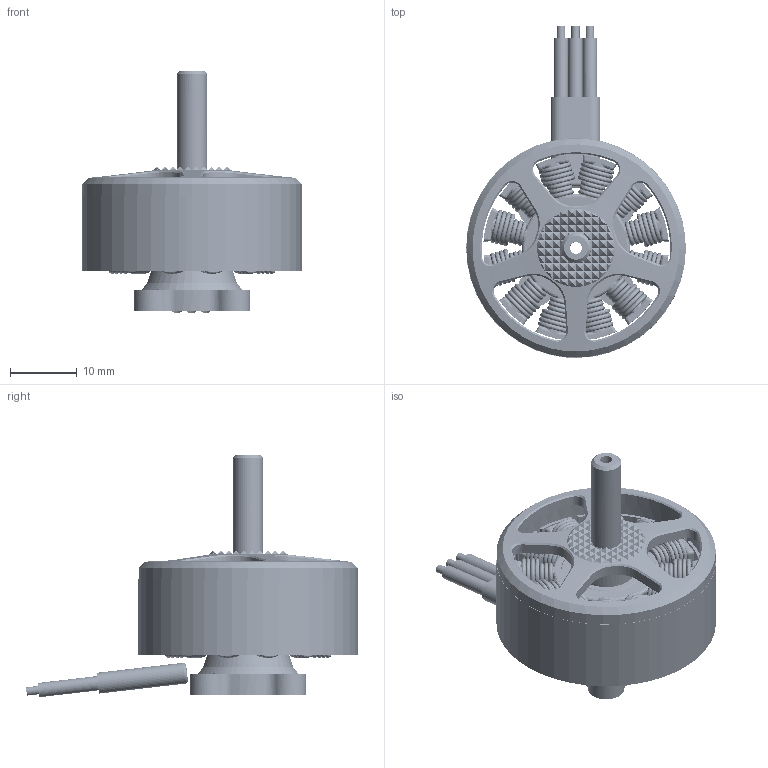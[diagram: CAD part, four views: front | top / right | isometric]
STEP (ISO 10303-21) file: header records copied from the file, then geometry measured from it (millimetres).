
FILE_DESCRIPTION(('FreeCAD Model'),'2;1');
FILE_NAME('Open CASCADE Shape Model','2025-04-27T00:11:45',('FreeCAD'),( 'FreeCAD'),'Open CASCADE STEP processor 7.6','FreeCAD','Unknown');
FILE_SCHEMA(('AUTOMOTIVE_DESIGN { 1 0 10303 214 1 1 1 1 }'));
Products named in the file (1): Open CASCADE STEP translator 7.6 1
Bounding box: 33.03 x 49.91 x 36.46 mm (x, y, z)
Volume: 9639.8 mm3; surface area: 20576 mm2
Topology: 73 solids, 73 shells, 4046 faces, 10723 edges, 6487 vertices
Faces by surface type: bspline 4046
Entity records: 132308 total; most frequent: CARTESIAN_POINT 74941, ORIENTED_EDGE 21298, EDGE_CURVE 10649, VERTEX_POINT 6462, B_SPLINE_CURVE_WITH_KNOTS 5475, FACE_BOUND 4113, EDGE_LOOP 4089, ADVANCED_FACE 4046
